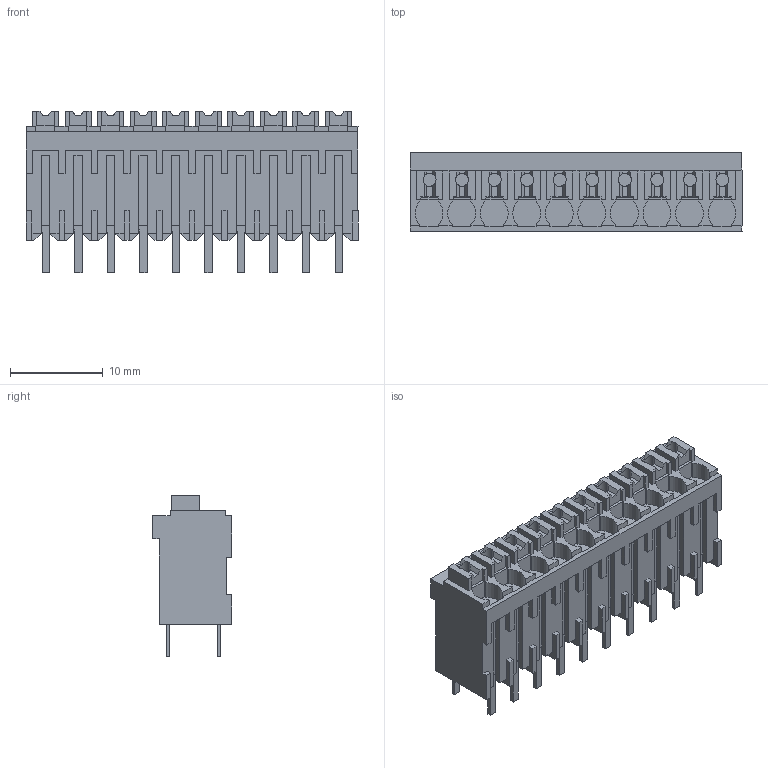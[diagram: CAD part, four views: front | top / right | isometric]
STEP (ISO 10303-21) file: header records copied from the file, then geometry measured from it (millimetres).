
FILE_DESCRIPTION(('CATIA V5 STEP Exchange','CAx-IF Rec.Pracs.--- Model Styling and Organization---1.2---2011-12-15'),'2;1');
FILE_NAME ('D1458044_0_1874640000_1874640000.stp','2018-03-20T05:34:49+00:00',('none'),('Weidmueller'),'CATIA Version 5-6 Release 2014','CATIA V5 STEP AP214','none');
FILE_SCHEMA(('AUTOMOTIVE_DESIGN { 1 0 10303 214 1 1 1 1 }'));
Length unit declared in the file: millimetre
Products named in the file (1): 1874640000
Bounding box: 35.7 x 8.5 x 17.42 mm (x, y, z)
Volume: 2819.2 mm3; surface area: 3284.3 mm2
Topology: 31 solids, 31 shells, 816 faces, 2343 edges, 1579 vertices
Faces by surface type: plane 776, cylinder 40
Entity records: 25877 total; most frequent: CARTESIAN_POINT 5115, ORIENTED_EDGE 4686, DIRECTION 3387, EDGE_CURVE 2343, VECTOR 2183, LINE 2183, VERTEX_POINT 1579, EDGE_LOOP 826
